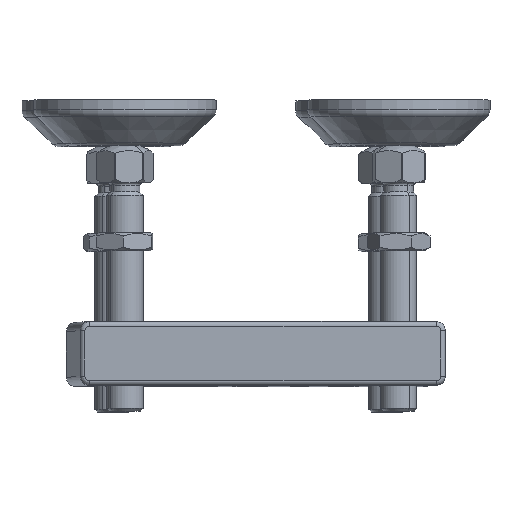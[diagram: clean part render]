
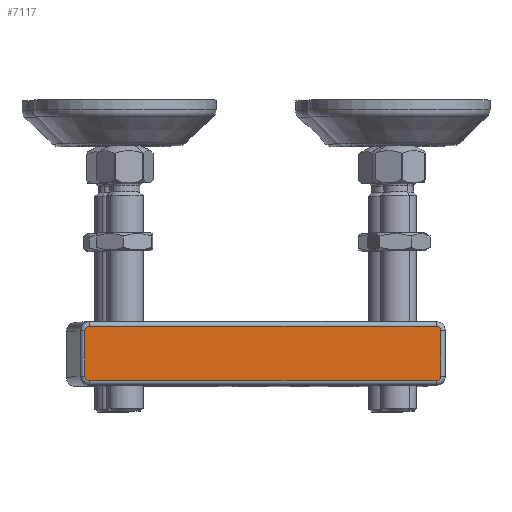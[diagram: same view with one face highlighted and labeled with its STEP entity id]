
A CAD part, top view. The second image highlights one B-rep face of the part: STEP entity #7117.
In plain terms, the highlighted face is planar.
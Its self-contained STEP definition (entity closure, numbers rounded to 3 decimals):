
#232=PLANE('',#7864);
#615=FACE_OUTER_BOUND('',#1042,.T.);
#1042=EDGE_LOOP('',(#6245,#6246,#6247,#6248,#6249,#6250,#6251,#6252));
#1744=LINE('',#14758,#2215);
#1746=LINE('',#14764,#2217);
#1747=LINE('',#14768,#2218);
#1748=LINE('',#14772,#2219);
#2215=VECTOR('',#9579,10.);
#2217=VECTOR('',#9585,10.);
#2218=VECTOR('',#9588,10.);
#2219=VECTOR('',#9591,10.);
#2563=CIRCLE('',#7859,2.);
#2566=CIRCLE('',#7865,2.);
#2567=CIRCLE('',#7866,2.);
#2568=CIRCLE('',#7867,2.);
#3270=VERTEX_POINT('',#14742);
#3273=VERTEX_POINT('',#14747);
#3276=VERTEX_POINT('',#14757);
#3278=VERTEX_POINT('',#14763);
#3279=VERTEX_POINT('',#14765);
#3280=VERTEX_POINT('',#14767);
#3281=VERTEX_POINT('',#14769);
#3282=VERTEX_POINT('',#14771);
#4283=EDGE_CURVE('',#3273,#3270,#2563,.T.);
#4287=EDGE_CURVE('',#3270,#3276,#1744,.T.);
#4290=EDGE_CURVE('',#3278,#3273,#1746,.T.);
#4291=EDGE_CURVE('',#3279,#3278,#2566,.T.);
#4292=EDGE_CURVE('',#3280,#3279,#1747,.T.);
#4293=EDGE_CURVE('',#3281,#3280,#2567,.T.);
#4294=EDGE_CURVE('',#3282,#3281,#1748,.T.);
#4295=EDGE_CURVE('',#3276,#3282,#2568,.T.);
#6245=ORIENTED_EDGE('',*,*,#4283,.F.);
#6246=ORIENTED_EDGE('',*,*,#4290,.F.);
#6247=ORIENTED_EDGE('',*,*,#4291,.F.);
#6248=ORIENTED_EDGE('',*,*,#4292,.F.);
#6249=ORIENTED_EDGE('',*,*,#4293,.F.);
#6250=ORIENTED_EDGE('',*,*,#4294,.F.);
#6251=ORIENTED_EDGE('',*,*,#4295,.F.);
#6252=ORIENTED_EDGE('',*,*,#4287,.F.);
#7117=ADVANCED_FACE('',(#615),#232,.T.);
#7859=AXIS2_PLACEMENT_3D('',#14749,#9569,#9570);
#7864=AXIS2_PLACEMENT_3D('',#14762,#9583,#9584);
#7865=AXIS2_PLACEMENT_3D('',#14766,#9586,#9587);
#7866=AXIS2_PLACEMENT_3D('',#14770,#9589,#9590);
#7867=AXIS2_PLACEMENT_3D('',#14773,#9592,#9593);
#9569=DIRECTION('center_axis',(0.,0.,-1.));
#9570=DIRECTION('ref_axis',(-0.707,-0.707,0.));
#9579=DIRECTION('',(0.,1.,0.));
#9583=DIRECTION('center_axis',(0.,0.,1.));
#9584=DIRECTION('ref_axis',(1.,0.,0.));
#9585=DIRECTION('',(-1.,0.,0.));
#9586=DIRECTION('center_axis',(0.,0.,-1.));
#9587=DIRECTION('ref_axis',(0.707,-0.707,0.));
#9588=DIRECTION('',(0.,-1.,0.));
#9589=DIRECTION('center_axis',(0.,0.,-1.));
#9590=DIRECTION('ref_axis',(0.707,0.707,0.));
#9591=DIRECTION('',(1.,0.,0.));
#9592=DIRECTION('center_axis',(0.,0.,-1.));
#9593=DIRECTION('ref_axis',(-0.707,0.707,0.));
#14742=CARTESIAN_POINT('',(-78.,-10.,4.));
#14747=CARTESIAN_POINT('',(-76.,-12.,4.));
#14749=CARTESIAN_POINT('Origin',(-76.,-10.,4.));
#14757=CARTESIAN_POINT('',(-78.,10.,4.));
#14758=CARTESIAN_POINT('',(-78.,-7.,4.));
#14762=CARTESIAN_POINT('Origin',(0.,0.,
4.));
#14763=CARTESIAN_POINT('',(76.,-12.,4.));
#14764=CARTESIAN_POINT('',(40.,-12.,4.));
#14765=CARTESIAN_POINT('',(78.,-10.,4.));
#14766=CARTESIAN_POINT('Origin',(76.,-10.,4.));
#14767=CARTESIAN_POINT('',(78.,10.,4.));
#14768=CARTESIAN_POINT('',(78.,7.,4.));
#14769=CARTESIAN_POINT('',(76.,12.,4.));
#14770=CARTESIAN_POINT('Origin',(76.,10.,4.));
#14771=CARTESIAN_POINT('',(-76.,12.,4.));
#14772=CARTESIAN_POINT('',(-40.,12.,4.));
#14773=CARTESIAN_POINT('Origin',(-76.,10.,4.));
